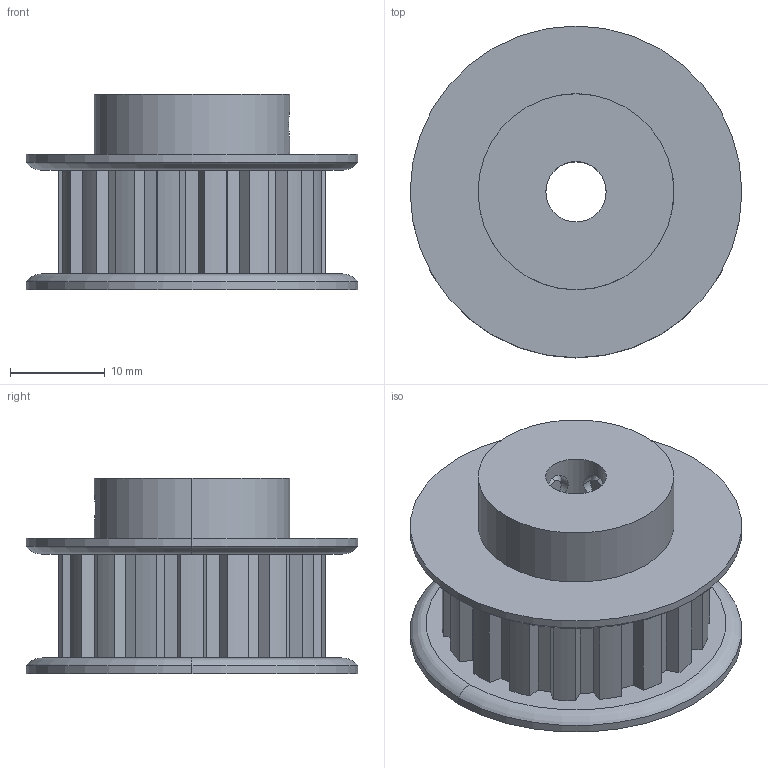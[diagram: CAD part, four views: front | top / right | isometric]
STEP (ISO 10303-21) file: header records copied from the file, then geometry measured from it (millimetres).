
FILE_DESCRIPTION (( 'STEP AP203' ), '1' );
FILE_NAME ('1277N47.step', '2016-09-29T18:43:07', ( 'Admin' ), ( 'McMaster-Carr Supply Co' ), 'SwSTEP 2.0', 'SolidWorks 2010', '' );
FILE_SCHEMA (( 'CONFIG_CONTROL_DESIGN' ));
Length unit declared in the file: inch
Products named in the file (1): 1277N47
Bounding box: 34.92 x 34.92 x 20.62 mm (x, y, z)
Volume: 10903.3 mm3; surface area: 5014.1 mm2
Topology: 1 solids, 1 shells, 124 faces, 337 edges, 222 vertices
Faces by surface type: plane 77, cylinder 35, cone 8, torus 4
Entity records: 4166 total; most frequent: CARTESIAN_POINT 892, ORIENTED_EDGE 674, DIRECTION 657, EDGE_CURVE 337, LINE 243, VECTOR 243, VERTEX_POINT 222, AXIS2_PLACEMENT_3D 207
